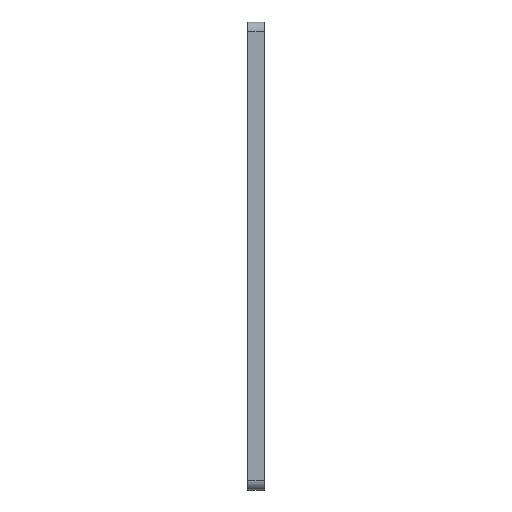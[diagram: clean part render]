
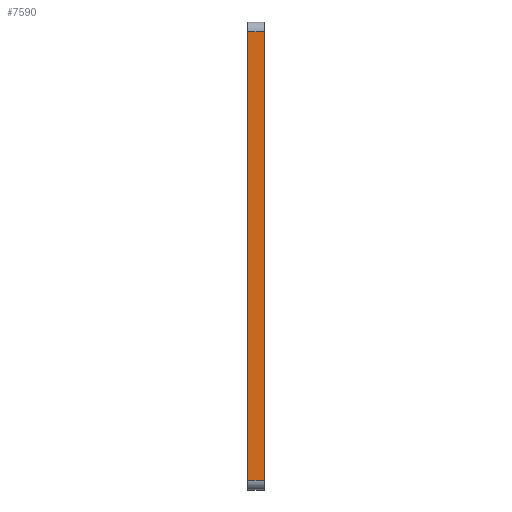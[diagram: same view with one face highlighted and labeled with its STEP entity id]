
A CAD part, left-side view. The second image highlights one B-rep face of the part: STEP entity #7590.
In plain terms, the highlighted planar face has unit normal (-1, 0, 0).
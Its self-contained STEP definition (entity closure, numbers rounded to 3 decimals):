
#299 = LINE ( 'NONE', #6839, #4501 ) ;
#387 = EDGE_CURVE ( 'NONE', #5118, #1682, #2344, .T. ) ;
#610 = VECTOR ( 'NONE', #5883, 1000. ) ;
#746 = LINE ( 'NONE', #3400, #6794 ) ;
#1492 = EDGE_LOOP ( 'NONE', ( #3676, #3321, #5782, #7592 ) ) ;
#1627 = CARTESIAN_POINT ( 'NONE',  ( -98., 10., 137.5 ) ) ;
#1682 = VERTEX_POINT ( 'NONE', #4474 ) ;
#1932 = VECTOR ( 'NONE', #4211, 1000. ) ;
#2190 = VERTEX_POINT ( 'NONE', #5166 ) ;
#2211 = DIRECTION ( 'NONE',  ( 0., -1., 0. ) ) ;
#2344 = LINE ( 'NONE', #6577, #610 ) ;
#2380 = CARTESIAN_POINT ( 'NONE',  ( -98., 10., -137.5 ) ) ;
#2504 = DIRECTION ( 'NONE',  ( 0., 0., -1. ) ) ;
#2984 = EDGE_CURVE ( 'NONE', #2190, #7553, #299, .T. ) ;
#3321 = ORIENTED_EDGE ( 'NONE', *, *, #387, .F. ) ;
#3400 = CARTESIAN_POINT ( 'NONE',  ( -98., 0., -137.5 ) ) ;
#3676 = ORIENTED_EDGE ( 'NONE', *, *, #4143, .T. ) ;
#3863 = CARTESIAN_POINT ( 'NONE',  ( -98., 0., -137.5 ) ) ;
#4143 = EDGE_CURVE ( 'NONE', #7553, #1682, #746, .T. ) ;
#4211 = DIRECTION ( 'NONE',  ( 0., 0., 1. ) ) ;
#4473 = DIRECTION ( 'NONE',  ( 1., 0., 0. ) ) ;
#4474 = CARTESIAN_POINT ( 'NONE',  ( -98., 0., 137.5 ) ) ;
#4501 = VECTOR ( 'NONE', #2211, 1000. ) ;
#5118 = VERTEX_POINT ( 'NONE', #1627 ) ;
#5151 = AXIS2_PLACEMENT_3D ( 'NONE', #2380, #4473, #2504 ) ;
#5166 = CARTESIAN_POINT ( 'NONE',  ( -98., 10., -137.5 ) ) ;
#5428 = LINE ( 'NONE', #6782, #1932 ) ;
#5739 = PLANE ( 'NONE',  #5151 ) ;
#5782 = ORIENTED_EDGE ( 'NONE', *, *, #6376, .F. ) ;
#5883 = DIRECTION ( 'NONE',  ( 0., -1., 0. ) ) ;
#6062 = DIRECTION ( 'NONE',  ( 0., 0., 1. ) ) ;
#6376 = EDGE_CURVE ( 'NONE', #2190, #5118, #5428, .T. ) ;
#6577 = CARTESIAN_POINT ( 'NONE',  ( -98., 10., 137.5 ) ) ;
#6782 = CARTESIAN_POINT ( 'NONE',  ( -98., 10., -137.5 ) ) ;
#6794 = VECTOR ( 'NONE', #6062, 1000. ) ;
#6839 = CARTESIAN_POINT ( 'NONE',  ( -98., 10., -137.5 ) ) ;
#7553 = VERTEX_POINT ( 'NONE', #3863 ) ;
#7590 = ADVANCED_FACE ( 'NONE', ( #8484 ), #5739, .F. ) ;
#7592 = ORIENTED_EDGE ( 'NONE', *, *, #2984, .T. ) ;
#8484 = FACE_OUTER_BOUND ( 'NONE', #1492, .T. ) ;
